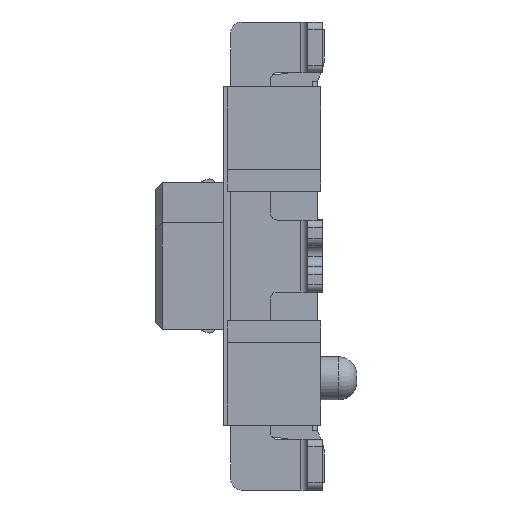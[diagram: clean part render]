
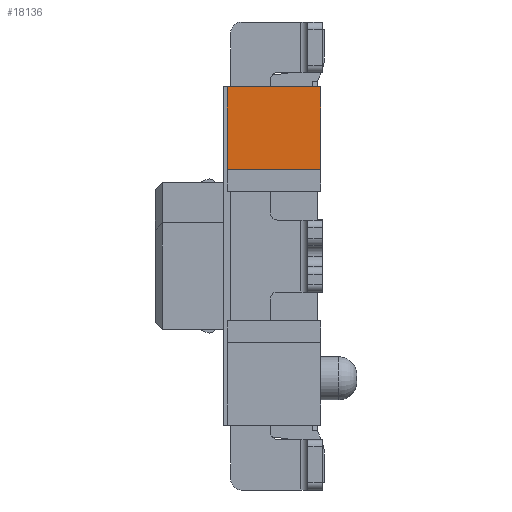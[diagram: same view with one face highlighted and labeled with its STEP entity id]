
A CAD part, left-side view. The second image highlights one B-rep face of the part: STEP entity #18136.
In plain terms, the highlighted planar face has unit normal (-1, 0, 0).
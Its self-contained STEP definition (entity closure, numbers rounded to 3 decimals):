
#1649 = CARTESIAN_POINT ( 'NONE',  ( -6.1, 0., 2.35 ) ) ;
#1670 = EDGE_CURVE ( 'NONE', #18641, #3028, #11679, .T. ) ;
#2197 = FACE_OUTER_BOUND ( 'NONE', #8492, .T. ) ;
#2790 = DIRECTION ( 'NONE',  ( 0., -1., 0. ) ) ;
#3028 = VERTEX_POINT ( 'NONE', #5686 ) ;
#3048 = DIRECTION ( 'NONE',  ( 0., 0., -1. ) ) ;
#3113 = EDGE_CURVE ( 'NONE', #19342, #18641, #20731, .T. ) ;
#4228 = EDGE_CURVE ( 'NONE', #19342, #14427, #13633, .T. ) ;
#4406 = VECTOR ( 'NONE', #2790, 1000. ) ;
#4995 = AXIS2_PLACEMENT_3D ( 'NONE', #23331, #15734, #12257 ) ;
#5686 = CARTESIAN_POINT ( 'NONE',  ( -6.1, 0., 1.2 ) ) ;
#6376 = CARTESIAN_POINT ( 'NONE',  ( -6.1, 1.3, 2.35 ) ) ;
#7797 = DIRECTION ( 'NONE',  ( 0., -1., 0. ) ) ;
#7933 = ORIENTED_EDGE ( 'NONE', *, *, #14944, .F. ) ;
#8492 = EDGE_LOOP ( 'NONE', ( #7933, #10101, #17293, #9286 ) ) ;
#8577 = CARTESIAN_POINT ( 'NONE',  ( -6.1, 0., 2.35 ) ) ;
#9286 = ORIENTED_EDGE ( 'NONE', *, *, #1670, .T. ) ;
#9538 = VECTOR ( 'NONE', #7797, 1000. ) ;
#10101 = ORIENTED_EDGE ( 'NONE', *, *, #4228, .F. ) ;
#11679 = LINE ( 'NONE', #16178, #4406 ) ;
#12052 = CARTESIAN_POINT ( 'NONE',  ( -6.1, 1.3, 2.35 ) ) ;
#12257 = DIRECTION ( 'NONE',  ( 0., 0., 1. ) ) ;
#12522 = VECTOR ( 'NONE', #3048, 1000. ) ;
#13633 = LINE ( 'NONE', #20722, #9538 ) ;
#13846 = PLANE ( 'NONE',  #4995 ) ;
#14427 = VERTEX_POINT ( 'NONE', #1649 ) ;
#14944 = EDGE_CURVE ( 'NONE', #14427, #3028, #15774, .T. ) ;
#15734 = DIRECTION ( 'NONE',  ( -1., 0., 0. ) ) ;
#15774 = LINE ( 'NONE', #8577, #12522 ) ;
#16178 = CARTESIAN_POINT ( 'NONE',  ( -6.1, 1.3, 1.2 ) ) ;
#17219 = VECTOR ( 'NONE', #19532, 1000. ) ;
#17293 = ORIENTED_EDGE ( 'NONE', *, *, #3113, .T. ) ;
#18136 = ADVANCED_FACE ( 'NONE', ( #2197 ), #13846, .T. ) ;
#18641 = VERTEX_POINT ( 'NONE', #18952 ) ;
#18952 = CARTESIAN_POINT ( 'NONE',  ( -6.1, 1.3, 1.2 ) ) ;
#19342 = VERTEX_POINT ( 'NONE', #12052 ) ;
#19532 = DIRECTION ( 'NONE',  ( 0., 0., -1. ) ) ;
#20722 = CARTESIAN_POINT ( 'NONE',  ( -6.1, 1.3, 2.35 ) ) ;
#20731 = LINE ( 'NONE', #6376, #17219 ) ;
#23331 = CARTESIAN_POINT ( 'NONE',  ( -6.1, 1.3, 2.35 ) ) ;
